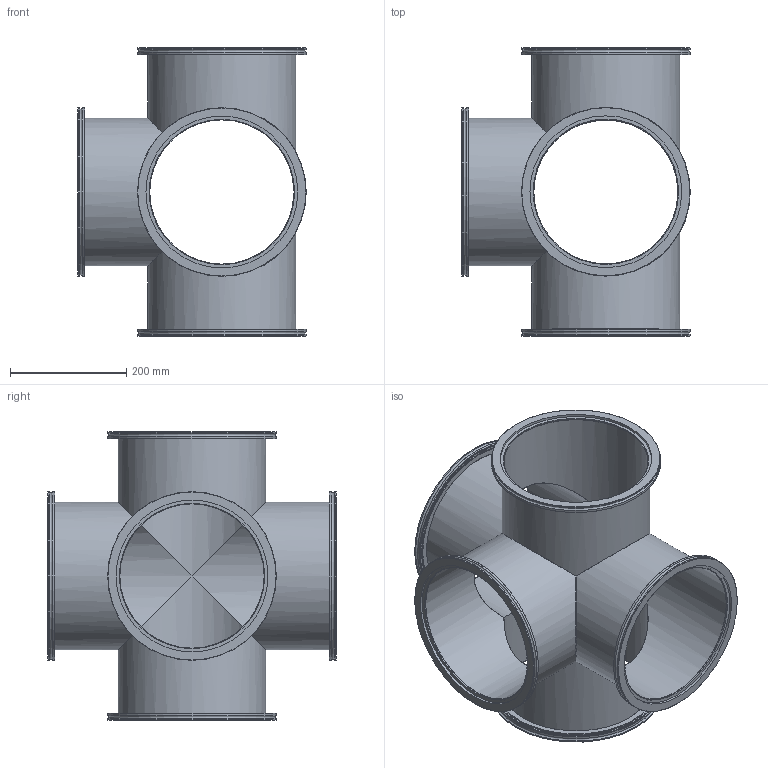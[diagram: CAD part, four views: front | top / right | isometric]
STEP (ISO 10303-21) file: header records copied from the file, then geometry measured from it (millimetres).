
FILE_DESCRIPTION(/* description */ (''),/* implementation_level */ '2;1');
FILE_NAME(/* name */ 'FL-5X250LF.stp',/* time_stamp */ '2019-02-01T14:13:11+00:00',/* author */ ('paul'),/* organization */ (''),/* preprocessor_version */ 'ST-DEVELOPER v17.2',/* originating_system */ 'Autodesk Inventor 2019',/* authorisation */ '');
FILE_SCHEMA (('AUTOMOTIVE_DESIGN { 1 0 10303 214 3 1 1 }'));
Length unit declared in the file: millimetre
Products named in the file (4): FL-5X40KF; TUBE; TUBE2; FL-250LF-W
Assembly tree (10 placements, depth 2):
  FL-5X40KF
    TUBE  x4
    TUBE2
    FL-250LF-W  x5
Bounding box: 392.7 x 495.4 x 495.4 mm (x, y, z)
Volume: 2449770.7 mm3; surface area: 1440405.8 mm2
Topology: 10 solids, 10 shells, 136 faces, 320 edges, 219 vertices
Faces by surface type: plane 51, cylinder 45, torus 25, cone 15
Full cylindrical faces by diameter (mm): 248 x5, 250 x5, 254 x5, 255 x5, 261 x5, 275 x5, 285 x5, 290 x10
Entity records: 1249 total; most frequent: DIRECTION 237, CARTESIAN_POINT 184, ORIENTED_EDGE 162, AXIS2_PLACEMENT_3D 108, EDGE_CURVE 81, VERTEX_POINT 55, CIRCLE 44, EDGE_LOOP 42
